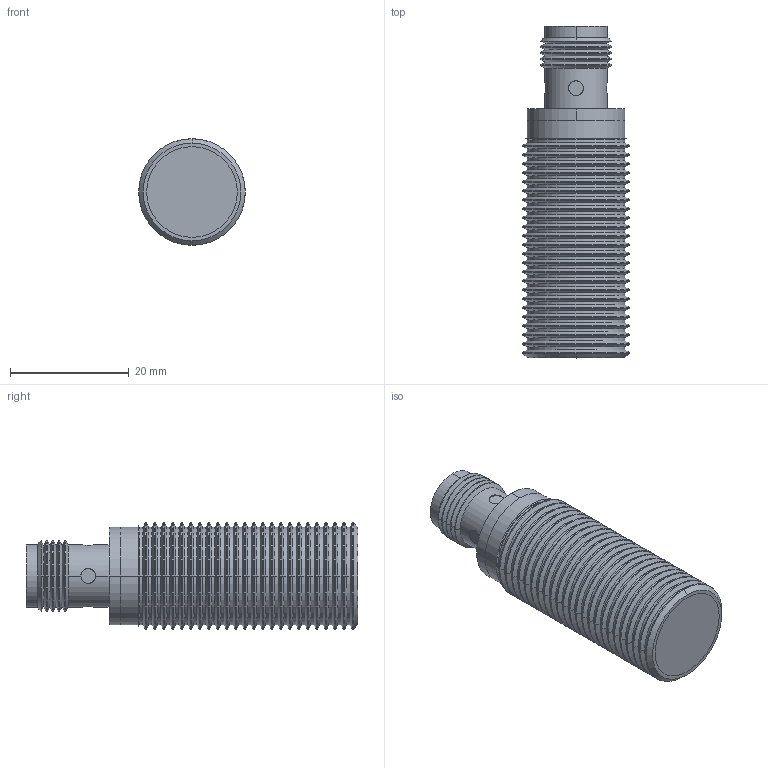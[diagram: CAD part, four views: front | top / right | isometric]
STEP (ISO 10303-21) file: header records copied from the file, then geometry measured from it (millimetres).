
FILE_DESCRIPTION(('STEP AP214'),'1');
FILE_NAME('cctmp_BD36A423-1820-4325-919B-746CEFE9D2F9_2022_07_28_08_19_51_0682..stp','2022-07-28T06:19:51',('Pepperl+Fuchs GmbH'),('CADClick - www.CADClick.com'),'Spatial InterOp 3D',' ','unknown authorization');
FILE_SCHEMA(('AUTOMOTIVE_DESIGN'));
Length unit declared in the file: millimetre
Products named in the file (6): cc_unnamed; NBB8-18GM40-A2-V1_4; NBB8-18GM40-A2-V1_3; NBB8-18GM40-A2-V1_2; NBB8-18GM40-A2-V1_1; NBB8-18GM40-A2-V1
Assembly tree (5 placements, depth 2):
  cc_unnamed
    NBB8-18GM40-A2-V1_4
    NBB8-18GM40-A2-V1_3
    NBB8-18GM40-A2-V1_2
    NBB8-18GM40-A2-V1_1
    NBB8-18GM40-A2-V1
Bounding box: 18 x 56.01 x 18 mm (x, y, z)
Volume: 11348.2 mm3; surface area: 8574.2 mm2
Topology: 8 solids, 8 shells, 339 faces, 728 edges, 404 vertices
Faces by surface type: cylinder 161, cone 132, plane 38, sphere 8
Entity records: 12103 total; most frequent: DIRECTION 1762, CARTESIAN_POINT 1741, ORIENTED_EDGE 1424, AXIS2_PLACEMENT_3D 729, EDGE_CURVE 712, VERTEX_POINT 404, CIRCLE 384, EDGE_LOOP 364
